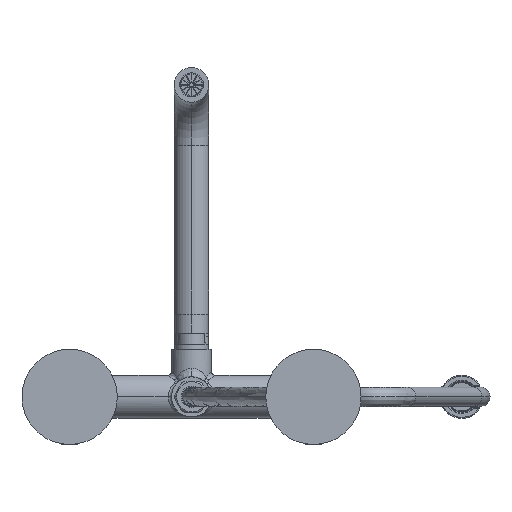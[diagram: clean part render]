
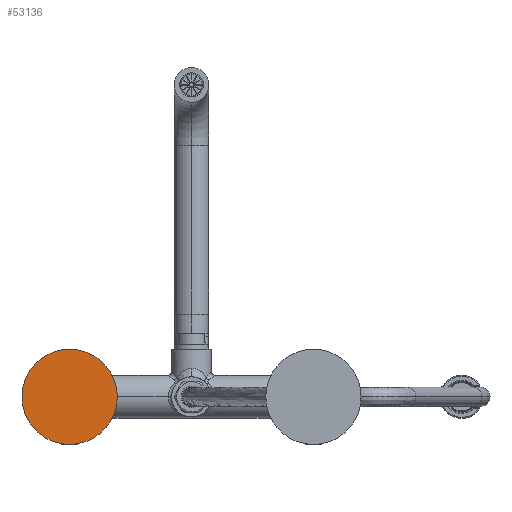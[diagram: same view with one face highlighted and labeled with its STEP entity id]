
A CAD part, front view. The second image highlights one B-rep face of the part: STEP entity #53136.
In plain terms, the highlighted planar face has unit normal (0, -1, 0).
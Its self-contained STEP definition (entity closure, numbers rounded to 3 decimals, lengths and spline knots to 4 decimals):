
#7290=CARTESIAN_POINT('',(-3.5165,-29.998,0.));
#7291=DIRECTION('',(0.,-1.,0.));
#7292=DIRECTION('',(1.,0.,0.));
#7293=AXIS2_PLACEMENT_3D('',#7290,#7291,#7292);
#7304=CARTESIAN_POINT('',(-3.5165,-29.998,0.));
#7305=DIRECTION('',(0.,1.,0.));
#7306=DIRECTION('',(1.,0.,0.));
#7307=AXIS2_PLACEMENT_3D('',#7304,#7305,#7306);
#47608=CARTESIAN_POINT('',(-2.1415,-29.998,0.));
#47609=CARTESIAN_POINT('',(-4.8915,-29.998,0.));
#47610=VERTEX_POINT('',#47608);
#47611=VERTEX_POINT('',#47609);
#53127=CARTESIAN_POINT('',(-3.5165,-29.998,0.));
#53128=DIRECTION('',(0.,1.,0.));
#53129=DIRECTION('',(1.,0.,0.));
#53130=AXIS2_PLACEMENT_3D('',#53127,#53128,#53129);
#53131=PLANE('',#53130);
#53132=ORIENTED_EDGE('',*,*,#53121,.T.);
#53133=ORIENTED_EDGE('',*,*,#53107,.F.);
#53134=EDGE_LOOP('',(#53132,#53133));
#53135=FACE_OUTER_BOUND('',#53134,.F.);
#53136=ADVANCED_FACE('',(#53135),#53131,.F.);
#7294=CIRCLE('',#7293,1.375);
#7308=CIRCLE('',#7307,1.375);
#53107=EDGE_CURVE('',#47610,#47611,#7294,.T.);
#53121=EDGE_CURVE('',#47610,#47611,#7308,.T.);
